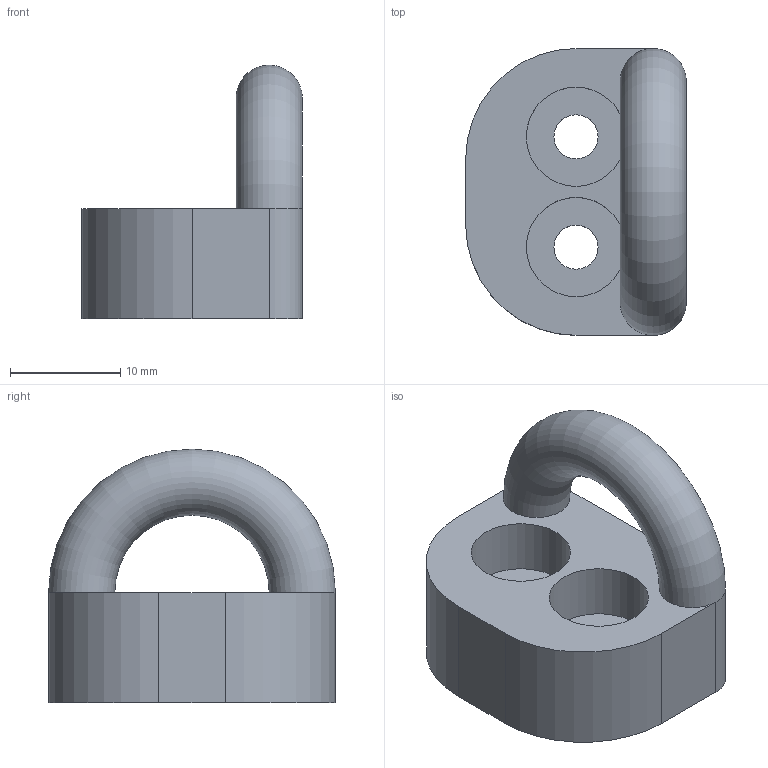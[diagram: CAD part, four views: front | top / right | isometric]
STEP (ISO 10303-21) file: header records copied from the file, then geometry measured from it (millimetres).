
FILE_DESCRIPTION(('FreeCAD Model'),'2;1');
FILE_NAME( 'SheetPost.step', '2020-11-18T08:01:46',('Author'),(''), 'Open CASCADE STEP processor 7.3','FreeCAD','Unknown');
FILE_SCHEMA(('AUTOMOTIVE_DESIGN { 1 0 10303 214 1 1 1 1 }'));
Length unit declared in the file: millimetre
Products named in the file (1): SheetPost
Bounding box: 20 x 26 x 23 mm (x, y, z)
Volume: 4858.6 mm3; surface area: 2648.6 mm2
Topology: 1 solids, 1 shells, 17 faces, 39 edges, 24 vertices
Faces by surface type: cylinder 8, plane 8, torus 1
Full cylindrical faces by diameter (mm): 4 x2, 9 x2
Entity records: 1027 total; most frequent: DIRECTION 171, CARTESIAN_POINT 165, LINE 82, VECTOR 82, ORIENTED_EDGE 78, PCURVE 78, DEFINITIONAL_REPRESENTATION 78, EDGE_CURVE 39
